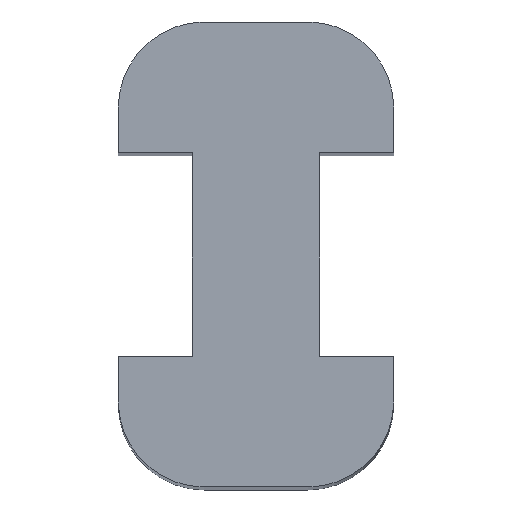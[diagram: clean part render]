
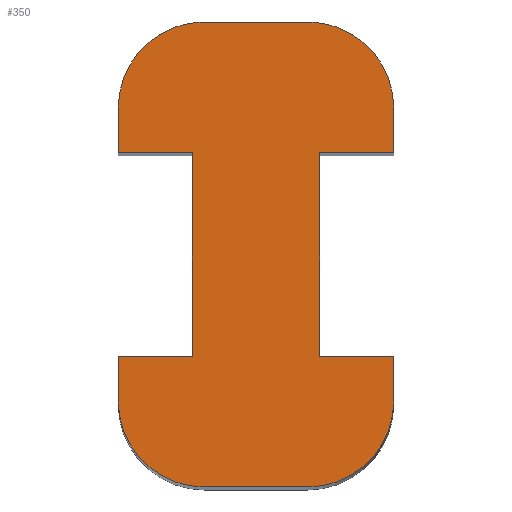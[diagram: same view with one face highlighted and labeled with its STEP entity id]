
A CAD part, top view. The second image highlights one B-rep face of the part: STEP entity #350.
In plain terms, the highlighted planar face has unit normal (0, 0, 1).
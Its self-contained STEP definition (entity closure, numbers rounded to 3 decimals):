
#28=PLANE('',#378);
#46=FACE_OUTER_BOUND('',#64,.T.);
#64=EDGE_LOOP('',(#313,#314,#315,#316,#317,#318,#319,#320,#321,#322,#323,
#324,#325,#326,#327,#328));
#68=LINE('',#487,#108);
#71=LINE('',#493,#111);
#74=LINE('',#499,#114);
#77=LINE('',#505,#117);
#80=LINE('',#511,#120);
#84=LINE('',#523,#124);
#88=LINE('',#535,#128);
#91=LINE('',#541,#131);
#94=LINE('',#547,#134);
#97=LINE('',#553,#137);
#100=LINE('',#559,#140);
#104=LINE('',#569,#144);
#108=VECTOR('',#392,2.6);
#111=VECTOR('',#397,4.3);
#114=VECTOR('',#402,11.8);
#117=VECTOR('',#407,4.3);
#120=VECTOR('',#412,2.6);
#124=VECTOR('',#424,6.);
#128=VECTOR('',#436,2.6);
#131=VECTOR('',#441,4.3);
#134=VECTOR('',#446,11.8);
#137=VECTOR('',#451,4.3);
#140=VECTOR('',#456,2.6);
#144=VECTOR('',#468,6.);
#146=CIRCLE('',#355,5.);
#148=CIRCLE('',#363,5.);
#150=CIRCLE('',#367,5.);
#152=CIRCLE('',#375,5.);
#155=VERTEX_POINT('',#478);
#156=VERTEX_POINT('',#480);
#158=VERTEX_POINT('',#486);
#160=VERTEX_POINT('',#492);
#162=VERTEX_POINT('',#498);
#164=VERTEX_POINT('',#504);
#166=VERTEX_POINT('',#510);
#168=VERTEX_POINT('',#516);
#170=VERTEX_POINT('',#522);
#172=VERTEX_POINT('',#528);
#174=VERTEX_POINT('',#534);
#176=VERTEX_POINT('',#540);
#178=VERTEX_POINT('',#546);
#180=VERTEX_POINT('',#552);
#182=VERTEX_POINT('',#558);
#184=VERTEX_POINT('',#564);
#187=EDGE_CURVE('',#156,#155,#146,.T.);
#190=EDGE_CURVE('',#158,#156,#68,.T.);
#193=EDGE_CURVE('',#160,#158,#71,.T.);
#196=EDGE_CURVE('',#162,#160,#74,.T.);
#199=EDGE_CURVE('',#164,#162,#77,.T.);
#202=EDGE_CURVE('',#166,#164,#80,.T.);
#205=EDGE_CURVE('',#168,#166,#148,.T.);
#208=EDGE_CURVE('',#170,#168,#84,.T.);
#211=EDGE_CURVE('',#172,#170,#150,.T.);
#214=EDGE_CURVE('',#174,#172,#88,.T.);
#217=EDGE_CURVE('',#176,#174,#91,.T.);
#220=EDGE_CURVE('',#178,#176,#94,.T.);
#223=EDGE_CURVE('',#180,#178,#97,.T.);
#226=EDGE_CURVE('',#182,#180,#100,.T.);
#229=EDGE_CURVE('',#184,#182,#152,.T.);
#232=EDGE_CURVE('',#155,#184,#104,.T.);
#313=ORIENTED_EDGE('',*,*,#232,.T.);
#314=ORIENTED_EDGE('',*,*,#229,.T.);
#315=ORIENTED_EDGE('',*,*,#226,.T.);
#316=ORIENTED_EDGE('',*,*,#223,.T.);
#317=ORIENTED_EDGE('',*,*,#220,.T.);
#318=ORIENTED_EDGE('',*,*,#217,.T.);
#319=ORIENTED_EDGE('',*,*,#214,.T.);
#320=ORIENTED_EDGE('',*,*,#211,.T.);
#321=ORIENTED_EDGE('',*,*,#208,.T.);
#322=ORIENTED_EDGE('',*,*,#205,.T.);
#323=ORIENTED_EDGE('',*,*,#202,.T.);
#324=ORIENTED_EDGE('',*,*,#199,.T.);
#325=ORIENTED_EDGE('',*,*,#196,.T.);
#326=ORIENTED_EDGE('',*,*,#193,.T.);
#327=ORIENTED_EDGE('',*,*,#190,.T.);
#328=ORIENTED_EDGE('',*,*,#187,.T.);
#350=ADVANCED_FACE('',(#46),#28,.T.);
#355=AXIS2_PLACEMENT_3D('',#481,#386,#387);
#363=AXIS2_PLACEMENT_3D('',#517,#418,#419);
#367=AXIS2_PLACEMENT_3D('',#529,#430,#431);
#375=AXIS2_PLACEMENT_3D('',#565,#462,#463);
#378=AXIS2_PLACEMENT_3D('',#571,#471,#472);
#386=DIRECTION('center_axis',(0.,0.,1.));
#387=DIRECTION('ref_axis',(-1.,0.,0.));
#392=DIRECTION('',(0.,1.,0.));
#397=DIRECTION('',(1.,0.,0.));
#402=DIRECTION('',(0.,1.,0.));
#407=DIRECTION('',(-1.,0.,0.));
#412=DIRECTION('',(0.,1.,0.));
#418=DIRECTION('center_axis',(0.,0.,1.));
#419=DIRECTION('ref_axis',(0.,1.,0.));
#424=DIRECTION('',(1.,0.,0.));
#430=DIRECTION('center_axis',(0.,0.,1.));
#431=DIRECTION('ref_axis',(1.,0.,0.));
#436=DIRECTION('',(0.,-1.,0.));
#441=DIRECTION('',(-1.,0.,0.));
#446=DIRECTION('',(0.,-1.,0.));
#451=DIRECTION('',(1.,0.,0.));
#456=DIRECTION('',(0.,-1.,0.));
#462=DIRECTION('center_axis',(0.,0.,1.));
#463=DIRECTION('ref_axis',(0.,-1.,0.));
#468=DIRECTION('',(-1.,0.,0.));
#471=DIRECTION('center_axis',(0.,0.,1.));
#472=DIRECTION('ref_axis',(1.,0.,0.));
#478=CARTESIAN_POINT('',(3.,13.5,100.));
#480=CARTESIAN_POINT('',(8.,8.5,100.));
#481=CARTESIAN_POINT('Origin',(3.,8.5,100.));
#486=CARTESIAN_POINT('',(8.,5.9,100.));
#487=CARTESIAN_POINT('',(8.,8.5,100.));
#492=CARTESIAN_POINT('',(3.7,5.9,100.));
#493=CARTESIAN_POINT('',(8.,5.9,100.));
#498=CARTESIAN_POINT('',(3.7,-5.9,100.));
#499=CARTESIAN_POINT('',(3.7,5.9,100.));
#504=CARTESIAN_POINT('',(8.,-5.9,100.));
#505=CARTESIAN_POINT('',(3.7,-5.9,100.));
#510=CARTESIAN_POINT('',(8.,-8.5,100.));
#511=CARTESIAN_POINT('',(8.,-5.9,100.));
#516=CARTESIAN_POINT('',(3.,-13.5,100.));
#517=CARTESIAN_POINT('Origin',(3.,-8.5,100.));
#522=CARTESIAN_POINT('',(-3.,-13.5,100.));
#523=CARTESIAN_POINT('',(3.,-13.5,100.));
#528=CARTESIAN_POINT('',(-8.,-8.5,100.));
#529=CARTESIAN_POINT('Origin',(-3.,-8.5,100.));
#534=CARTESIAN_POINT('',(-8.,-5.9,100.));
#535=CARTESIAN_POINT('',(-8.,-8.5,100.));
#540=CARTESIAN_POINT('',(-3.7,-5.9,100.));
#541=CARTESIAN_POINT('',(-8.,-5.9,100.));
#546=CARTESIAN_POINT('',(-3.7,5.9,100.));
#547=CARTESIAN_POINT('',(-3.7,-5.9,100.));
#552=CARTESIAN_POINT('',(-8.,5.9,100.));
#553=CARTESIAN_POINT('',(-3.7,5.9,100.));
#558=CARTESIAN_POINT('',(-8.,8.5,100.));
#559=CARTESIAN_POINT('',(-8.,5.9,100.));
#564=CARTESIAN_POINT('',(-3.,13.5,100.));
#565=CARTESIAN_POINT('Origin',(-3.,8.5,100.));
#569=CARTESIAN_POINT('',(-3.,13.5,100.));
#571=CARTESIAN_POINT('Origin',(0.,0.,
100.));
